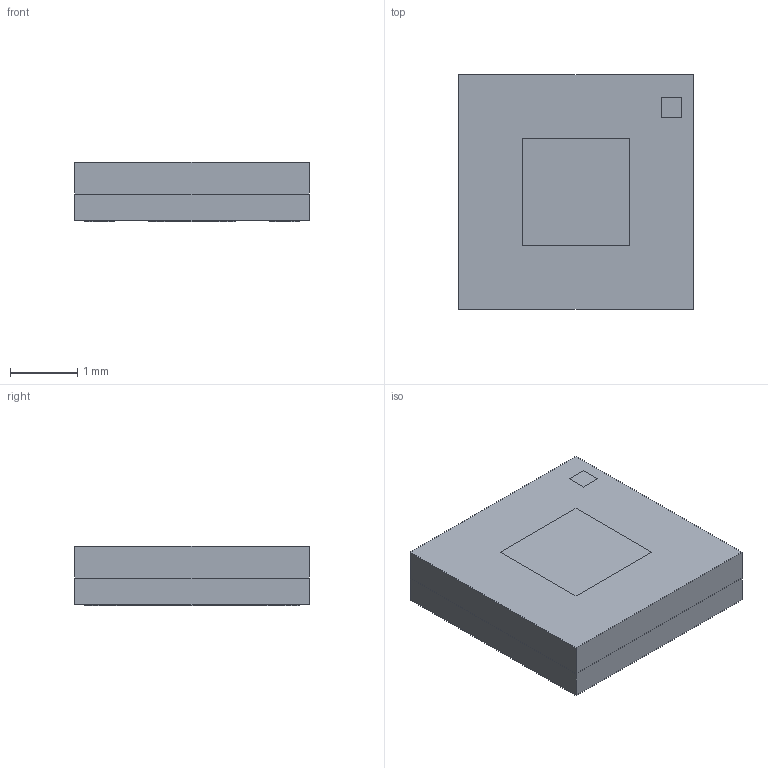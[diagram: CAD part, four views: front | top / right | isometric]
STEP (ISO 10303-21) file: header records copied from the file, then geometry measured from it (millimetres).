
FILE_DESCRIPTION (( 'STEP AP214' ), '1' );
FILE_NAME ('NVSW219GF.STEP', '2025-09-08T23:28:33', ( '' ), ( '' ), 'SwSTEP 2.0', 'SolidWorks 2022', '' );
FILE_SCHEMA (( 'AUTOMOTIVE_DESIGN' ));
Length unit declared in the file: metre
Products named in the file (5): Part2; Part4; Part1; Part3; NVSW219GF
Assembly tree (4 placements, depth 2):
  NVSW219GF
    Part2
    Part1
    Part3
    Part4
Bounding box: 3.5 x 3.5 x 0.88 mm (x, y, z)
Volume: 10.7 mm3; surface area: 67.4 mm2
Topology: 4 solids, 4 shells, 61 faces, 144 edges, 96 vertices
Faces by surface type: plane 49, cylinder 12
Entity records: 1940 total; most frequent: CARTESIAN_POINT 308, DIRECTION 304, ORIENTED_EDGE 288, EDGE_CURVE 144, LINE 120, VECTOR 120, VERTEX_POINT 96, AXIS2_PLACEMENT_3D 92
